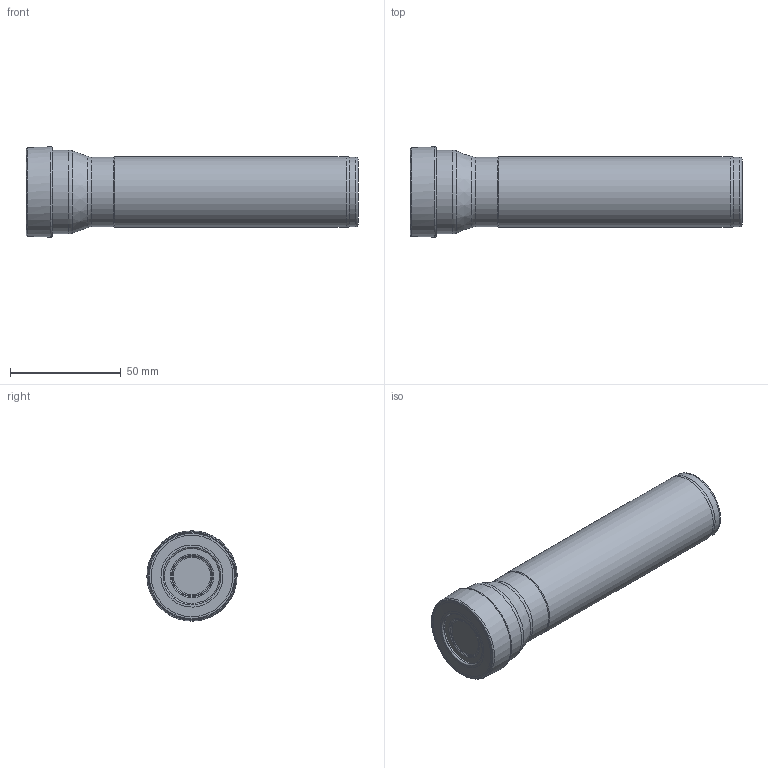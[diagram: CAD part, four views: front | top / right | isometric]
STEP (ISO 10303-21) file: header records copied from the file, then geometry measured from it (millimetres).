
FILE_DESCRIPTION(/* description */ (''),/* implementation_level */ '2;1');
FILE_NAME(/* name */ 'AEM90-AN11-D40-W32-L150-Z04.stp',/* time_stamp */ '2023-10-03T11:09:48+03:00',/* author */ (''),/* organization */ (''),/* preprocessor_version */ 'ST-DEVELOPER v19.4',/* originating_system */ 'SIEMENS PLM Software NX2306.3001',/* authorisation */ '');
FILE_SCHEMA (('AUTOMOTIVE_DESIGN { 1 0 10303 214 3 1 1 1 }'));
Length unit declared in the file: millimetre
Products named in the file (1): AEM90-AN11-D40-W32-L150-Z04
Bounding box: 150.06 x 40.8 x 40.81 mm (x, y, z)
Volume: 135369.4 mm3; surface area: 21111.4 mm2
Topology: 2 solids, 2 shells, 37 faces, 85 edges, 52 vertices
Faces by surface type: revolution 16, torus 8, cone 5, cylinder 4, plane 4
Full cylindrical faces by diameter (mm): 31.5 x2, 32 x1, 37.8 x1
Entity records: 969 total; most frequent: DIRECTION 154, CARTESIAN_POINT 126, EDGE_LOOP 72, ORIENTED_EDGE 72, FACE_BOUND 70, AXIS2_PLACEMENT_3D 64, CIRCLE 38, ADVANCED_FACE 37
